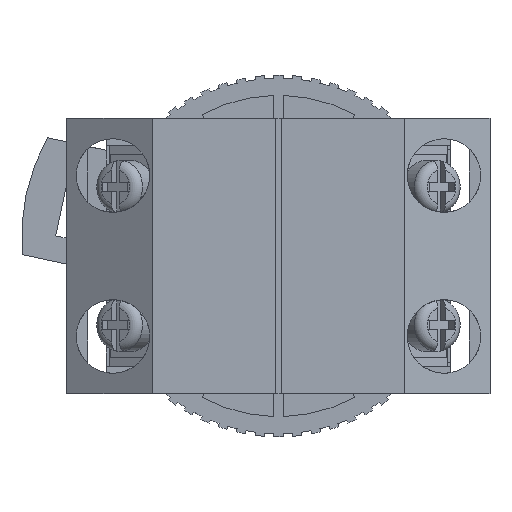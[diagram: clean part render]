
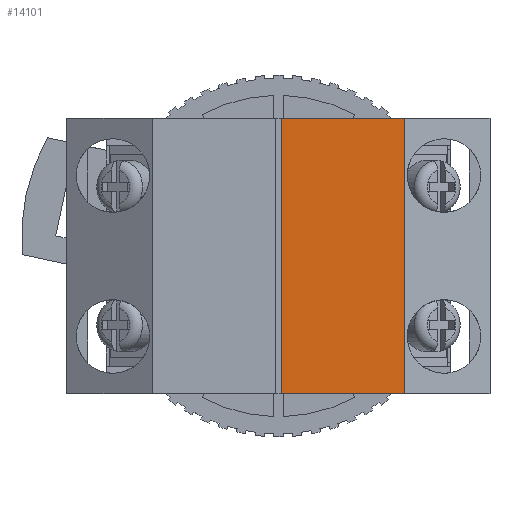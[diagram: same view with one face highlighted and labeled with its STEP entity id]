
A CAD part, front view. The second image highlights one B-rep face of the part: STEP entity #14101.
In plain terms, the highlighted planar face has unit normal (0, -1, 0).
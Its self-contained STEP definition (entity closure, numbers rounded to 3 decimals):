
#49 = ORIENTED_EDGE ( 'NONE', *, *, #14130, .F. ) ;
#560 = LINE ( 'NONE', #20648, #15107 ) ;
#691 = DIRECTION ( 'NONE',  ( -1., 0., 0. ) ) ;
#1537 = VERTEX_POINT ( 'NONE', #25214 ) ;
#1962 = EDGE_CURVE ( 'NONE', #1537, #15429, #19636, .T. ) ;
#2546 = ORIENTED_EDGE ( 'NONE', *, *, #12650, .T. ) ;
#4220 = CARTESIAN_POINT ( 'NONE',  ( 0.3, -26.25, 15. ) ) ;
#5261 = ORIENTED_EDGE ( 'NONE', *, *, #7190, .T. ) ;
#5710 = VERTEX_POINT ( 'NONE', #19448 ) ;
#6324 = DIRECTION ( 'NONE',  ( 0., 0., -1. ) ) ;
#6474 = DIRECTION ( 'NONE',  ( 0., -1., 0. ) ) ;
#6496 = DIRECTION ( 'NONE',  ( -1., 0., 0. ) ) ;
#6516 = VECTOR ( 'NONE', #6324, 1000. ) ;
#7190 = EDGE_CURVE ( 'NONE', #5710, #25905, #22194, .T. ) ;
#7824 = CARTESIAN_POINT ( 'NONE',  ( 13.75, -26.25, 15. ) ) ;
#8696 = FACE_OUTER_BOUND ( 'NONE', #14832, .T. ) ;
#8927 = DIRECTION ( 'NONE',  ( 0., 0., -1. ) ) ;
#12650 = EDGE_CURVE ( 'NONE', #1537, #5710, #15265, .T. ) ;
#14101 = ADVANCED_FACE ( 'NONE', ( #8696 ), #20520, .T. ) ;
#14130 = EDGE_CURVE ( 'NONE', #15429, #25905, #560, .T. ) ;
#14304 = VECTOR ( 'NONE', #8927, 1000. ) ;
#14783 = CARTESIAN_POINT ( 'NONE',  ( 0., -26.25, 15. ) ) ;
#14832 = EDGE_LOOP ( 'NONE', ( #49, #21152, #2546, #5261 ) ) ;
#15107 = VECTOR ( 'NONE', #691, 1000. ) ;
#15265 = LINE ( 'NONE', #14783, #20901 ) ;
#15429 = VERTEX_POINT ( 'NONE', #17259 ) ;
#17259 = CARTESIAN_POINT ( 'NONE',  ( 13.75, -26.25, -15. ) ) ;
#17307 = CARTESIAN_POINT ( 'NONE',  ( 0.3, -26.25, -15. ) ) ;
#19448 = CARTESIAN_POINT ( 'NONE',  ( 0.3, -26.25, 15. ) ) ;
#19636 = LINE ( 'NONE', #7824, #14304 ) ;
#19698 = AXIS2_PLACEMENT_3D ( 'NONE', #24324, #6474, #22736 ) ;
#20520 = PLANE ( 'NONE',  #19698 ) ;
#20648 = CARTESIAN_POINT ( 'NONE',  ( 0., -26.25, -15. ) ) ;
#20901 = VECTOR ( 'NONE', #6496, 1000. ) ;
#21152 = ORIENTED_EDGE ( 'NONE', *, *, #1962, .F. ) ;
#22194 = LINE ( 'NONE', #4220, #6516 ) ;
#22736 = DIRECTION ( 'NONE',  ( 0., 0., -1. ) ) ;
#24324 = CARTESIAN_POINT ( 'NONE',  ( 0., -26.25, 15. ) ) ;
#25214 = CARTESIAN_POINT ( 'NONE',  ( 13.75, -26.25, 15. ) ) ;
#25905 = VERTEX_POINT ( 'NONE', #17307 ) ;
